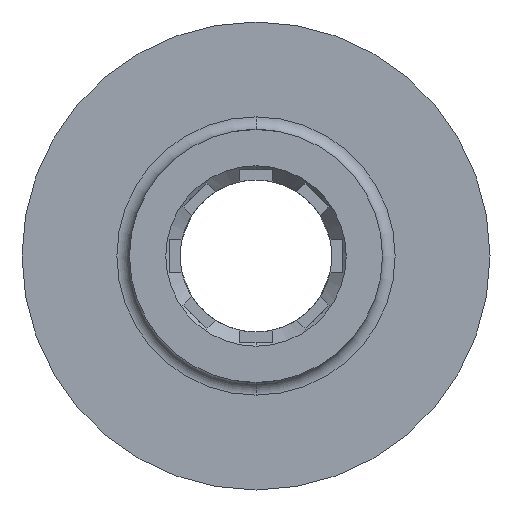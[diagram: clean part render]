
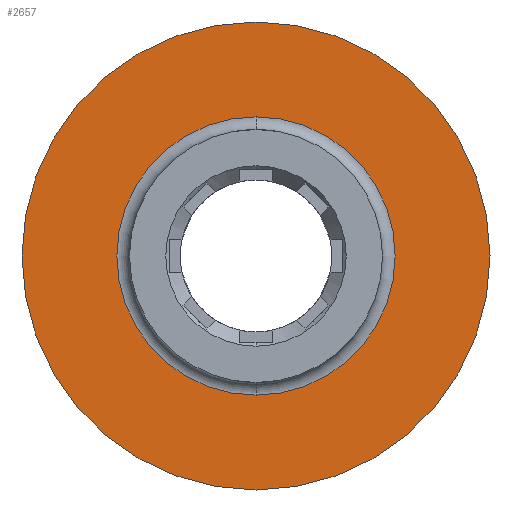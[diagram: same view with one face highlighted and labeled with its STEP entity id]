
A CAD part, front view. The second image highlights one B-rep face of the part: STEP entity #2657.
In plain terms, the highlighted planar face has unit normal (0, -1, 0).
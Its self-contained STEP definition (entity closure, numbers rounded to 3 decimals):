
#70 = AXIS2_PLACEMENT_3D ( 'NONE', #500, #2476, #2157 ) ;
#79 = CIRCLE ( 'NONE', #488, 55.5 ) ;
#300 = EDGE_CURVE ( 'NONE', #3374, #1011, #3319, .T. ) ;
#368 = ORIENTED_EDGE ( 'NONE', *, *, #1754, .T. ) ;
#401 = DIRECTION ( 'NONE',  ( 0., 0., -1. ) ) ;
#476 = CIRCLE ( 'NONE', #70, 55.5 ) ;
#488 = AXIS2_PLACEMENT_3D ( 'NONE', #928, #3200, #401 ) ;
#500 = CARTESIAN_POINT ( 'NONE',  ( 0., -15., 0. ) ) ;
#581 = DIRECTION ( 'NONE',  ( 0., 1., 0. ) ) ;
#642 = PLANE ( 'NONE',  #3520 ) ;
#818 = CARTESIAN_POINT ( 'NONE',  ( 0., -15., 0. ) ) ;
#884 = CARTESIAN_POINT ( 'NONE',  ( 0., -15., 33. ) ) ;
#928 = CARTESIAN_POINT ( 'NONE',  ( 0., -15., 0. ) ) ;
#931 = EDGE_CURVE ( 'NONE', #1835, #2533, #476, .T. ) ;
#1011 = VERTEX_POINT ( 'NONE', #2537 ) ;
#1171 = EDGE_LOOP ( 'NONE', ( #368, #2750 ) ) ;
#1374 = DIRECTION ( 'NONE',  ( 0., 0., -1. ) ) ;
#1663 = AXIS2_PLACEMENT_3D ( 'NONE', #818, #1977, #1374 ) ;
#1685 = EDGE_LOOP ( 'NONE', ( #1801, #3351 ) ) ;
#1754 = EDGE_CURVE ( 'NONE', #1011, #3374, #2797, .T. ) ;
#1770 = CARTESIAN_POINT ( 'NONE',  ( 0., -15., 0. ) ) ;
#1801 = ORIENTED_EDGE ( 'NONE', *, *, #931, .F. ) ;
#1835 = VERTEX_POINT ( 'NONE', #2831 ) ;
#1977 = DIRECTION ( 'NONE',  ( 0., 1., 0. ) ) ;
#2033 = FACE_BOUND ( 'NONE', #1171, .T. ) ;
#2131 = AXIS2_PLACEMENT_3D ( 'NONE', #3360, #581, #2581 ) ;
#2157 = DIRECTION ( 'NONE',  ( 0., 0., -1. ) ) ;
#2254 = CARTESIAN_POINT ( 'NONE',  ( 0., -15., -55.5 ) ) ;
#2353 = DIRECTION ( 'NONE',  ( 0., 0., -1. ) ) ;
#2476 = DIRECTION ( 'NONE',  ( 0., 1., 0. ) ) ;
#2533 = VERTEX_POINT ( 'NONE', #2254 ) ;
#2537 = CARTESIAN_POINT ( 'NONE',  ( 0., -15., -33. ) ) ;
#2581 = DIRECTION ( 'NONE',  ( 0., 0., -1. ) ) ;
#2657 = ADVANCED_FACE ( 'NONE', ( #2033, #3181 ), #642, .T. ) ;
#2720 = EDGE_CURVE ( 'NONE', #2533, #1835, #79, .T. ) ;
#2750 = ORIENTED_EDGE ( 'NONE', *, *, #300, .T. ) ;
#2797 = CIRCLE ( 'NONE', #1663, 33. ) ;
#2831 = CARTESIAN_POINT ( 'NONE',  ( 0., -15., 55.5 ) ) ;
#2903 = DIRECTION ( 'NONE',  ( 0., -1., 0. ) ) ;
#3181 = FACE_OUTER_BOUND ( 'NONE', #1685, .T. ) ;
#3200 = DIRECTION ( 'NONE',  ( 0., 1., 0. ) ) ;
#3319 = CIRCLE ( 'NONE', #2131, 33. ) ;
#3351 = ORIENTED_EDGE ( 'NONE', *, *, #2720, .F. ) ;
#3360 = CARTESIAN_POINT ( 'NONE',  ( 0., -15., 0. ) ) ;
#3374 = VERTEX_POINT ( 'NONE', #884 ) ;
#3520 = AXIS2_PLACEMENT_3D ( 'NONE', #1770, #2903, #2353 ) ;
